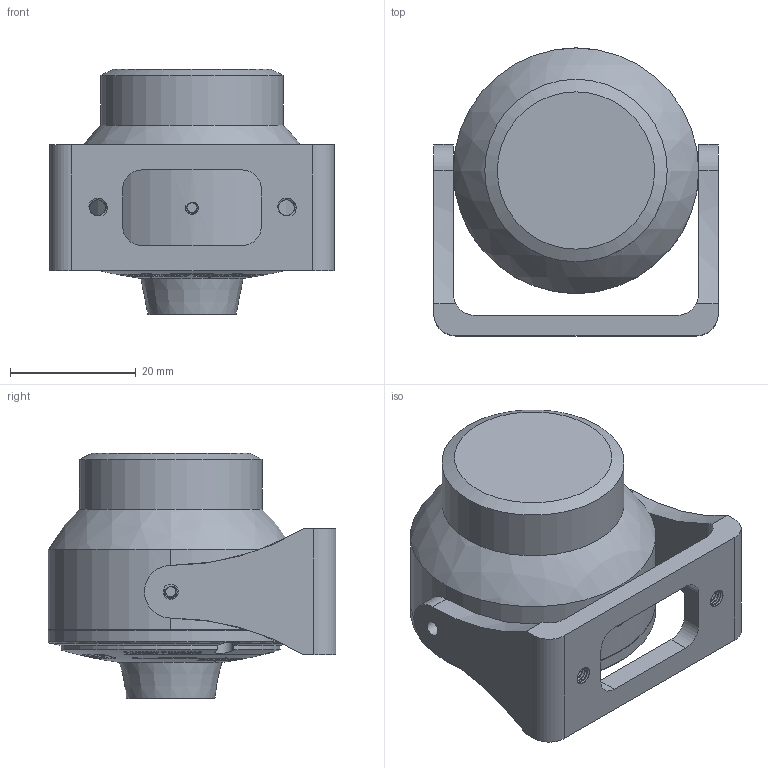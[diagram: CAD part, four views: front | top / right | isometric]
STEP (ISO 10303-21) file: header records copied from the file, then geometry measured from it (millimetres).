
FILE_DESCRIPTION(/* description */ (''),/* implementation_level */ '2;1');
FILE_NAME(/* name */ 'PUBLIC RELEASE - exploreHD 4.0 v3.step',/* time_stamp */ '2025-09-03T12:03:12-07:00',/* author */ (''),/* organization */ (''),/* preprocessor_version */ 'ST-DEVELOPER v20.1',/* originating_system */ 'Autodesk Translation Framework v14.10.0.0',/* authorisation */ '');
FILE_SCHEMA (('AUTOMOTIVE_DESIGN { 1 0 10303 214 3 1 1 }'));
Length unit declared in the file: millimetre
Products named in the file (2): PUBLIC RELEASE - exploreHD 4.0; exploreHD
Assembly tree (1 placements, depth 2):
  PUBLIC RELEASE - exploreHD 4.0
    exploreHD
Bounding box: 45.2 x 45.75 x 39 mm (x, y, z)
Volume: 36797.7 mm3; surface area: 9418 mm2
Topology: 2 solids, 3 shells, 1366 faces, 3795 edges, 2534 vertices
Faces by surface type: bspline 656, plane 491, cylinder 111, sphere 99, cone 9
Full cylindrical faces by diameter (mm): 1.623 x8, 2.074 x8, 2.4 x2, 2.529 x8, 11.5 x1, 29 x1, 39 x1
Entity records: 73254 total; most frequent: CARTESIAN_POINT 42066, ORIENTED_EDGE 7590, DIRECTION 4727, EDGE_CURVE 3795, VERTEX_POINT 2534, AXIS2_PLACEMENT_3D 1731, B_SPLINE_CURVE_WITH_KNOTS 1506, EDGE_LOOP 1475
